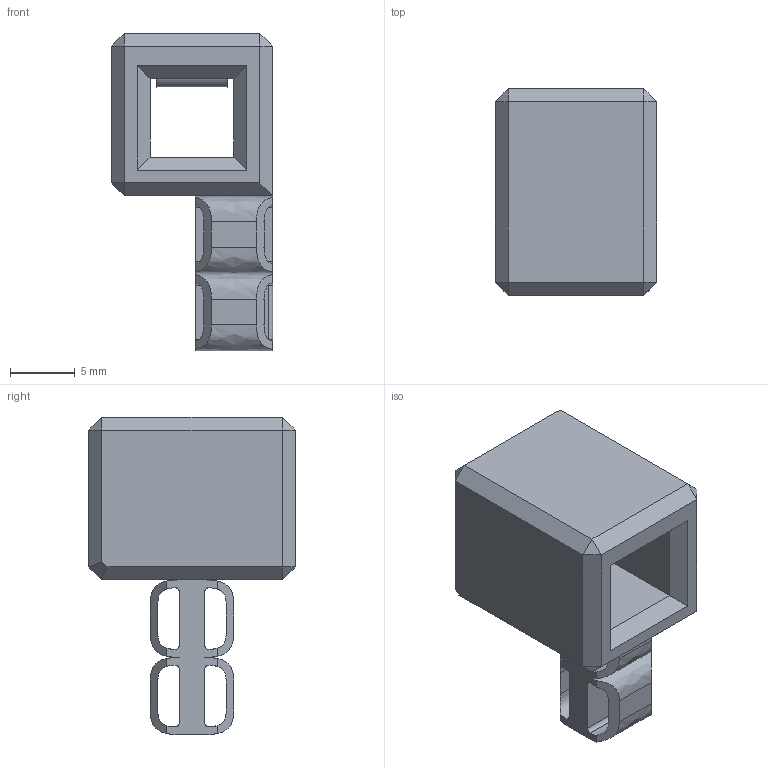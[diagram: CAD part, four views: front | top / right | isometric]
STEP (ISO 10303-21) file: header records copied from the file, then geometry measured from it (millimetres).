
FILE_DESCRIPTION(('STEP AP242'), '1');
FILE_NAME('3.1.5 Ìîäóëü êðåïëåíèÿ', '', ('UNSPECIFIED'), ('UNSPECIFIED'), 'C3D Converter', 'C3D Toolkit', '');
FILE_SCHEMA(('AP242_MANAGED_MODEL_BASED_3D_ENGINEERING_MIM_LF { 1 0 10303 442 1 1 4 }'));
Length unit declared in the file: millimetre
Products named in the file (1): -02
Bounding box: 12.5 x 16 x 24.6 mm (x, y, z)
Volume: 1958.8 mm3; surface area: 2034.8 mm2
Topology: 1 solids, 1 shells, 99 faces, 285 edges, 179 vertices
Faces by surface type: plane 66, extrusion 20, cylinder 11, torus 2
Entity records: 5110 total; most frequent: CARTESIAN_POINT 2628, ORIENTED_EDGE 570, DIRECTION 413, EDGE_CURVE 285, VECTOR 205, LINE 185, VERTEX_POINT 179, AXIS2_PLACEMENT_3D 104
